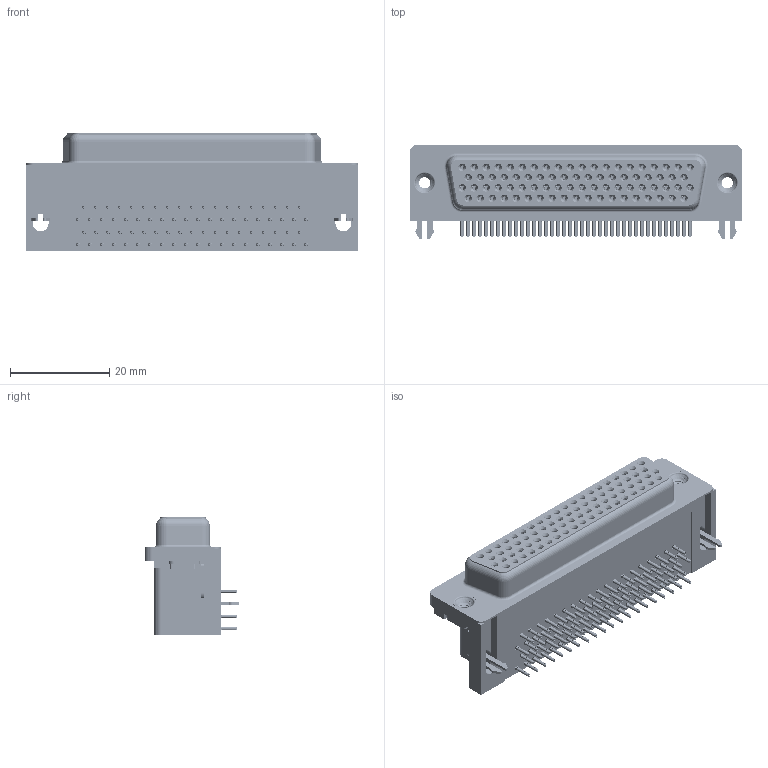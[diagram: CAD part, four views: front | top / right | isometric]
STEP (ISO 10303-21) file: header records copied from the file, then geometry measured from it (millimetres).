
FILE_DESCRIPTION (( 'STEP AP203' ), '1' );
FILE_NAME ('634-078-663-032.STEP', '2018-08-21T21:57:55', ( '' ), ( '' ), 'SwSTEP 2.0', 'SolidWorks 2016', '' );
FILE_SCHEMA (( 'CONFIG_CONTROL_DESIGN' ));
Length unit declared in the file: millimetre
Products named in the file (10): 2 Prong Board Lock_78 Socket; Contact Middle; 634 Housing_78 Socket; 4-40 Threaded Rivet; 634 Shell_78 Socket; 634-078-663-032; Contact Bottom_78 Socket; Contact Middle_78 Socket; Contact Top_78 Socket; Contact Top 78
Assembly tree (84 placements, depth 2):
  634-078-663-032
    634 Housing_78 Socket
    634 Shell_78 Socket
    Contact Bottom_78 Socket  x19
    Contact Middle_78 Socket  x19
    Contact Top_78 Socket  x19
    Contact Top 78  x20
    2 Prong Board Lock_78 Socket  x2
    Contact Middle
    4-40 Threaded Rivet  x2
Bounding box: 67 x 19.1 x 23.7 mm (x, y, z)
Volume: 17229.3 mm3; surface area: 21992.2 mm2
Topology: 84 solids, 84 shells, 11386 faces, 29974 edges, 18822 vertices
Faces by surface type: plane 5123, bspline 2738, cylinder 2539, cone 948, torus 38
Entity records: 71277 total; most frequent: CARTESIAN_POINT 21075, ORIENTED_EDGE 9970, DIRECTION 9103, EDGE_CURVE 4985, VECTOR 3451, LINE 3451, VERTEX_POINT 3188, AXIS2_PLACEMENT_3D 2826
